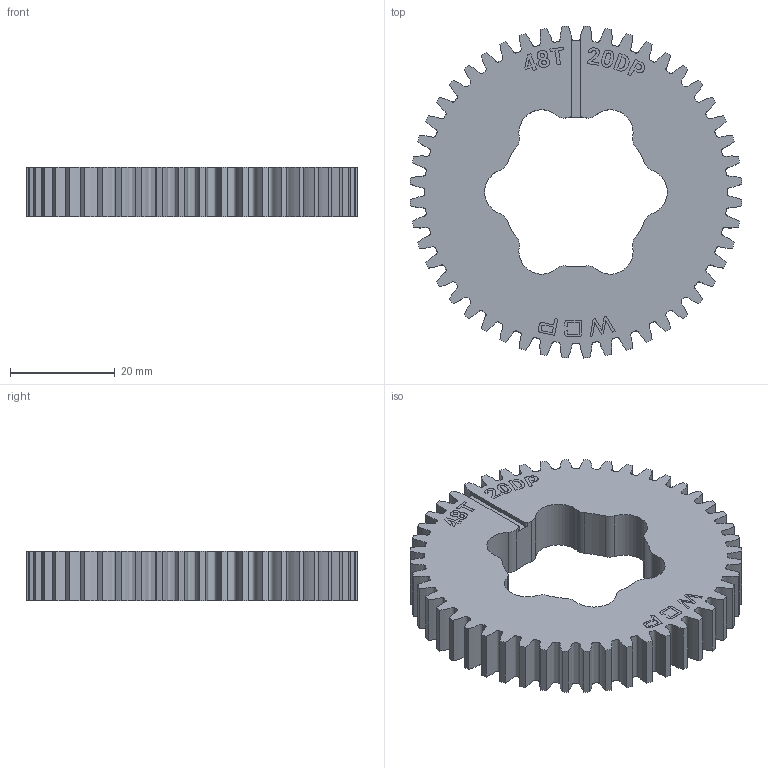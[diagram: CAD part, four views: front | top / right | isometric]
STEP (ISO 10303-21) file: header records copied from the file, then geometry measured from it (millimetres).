
FILE_DESCRIPTION (( 'STEP AP214' ), '1' );
FILE_NAME ('WCP-1198 Rev1.step', '2024-01-05T00:50:12', ( '' ), ( '' ), 'SwSTEP 2.0', 'SolidWorks 2022', '' );
FILE_SCHEMA (( 'AUTOMOTIVE_DESIGN' ));
Length unit declared in the file: inch
Products named in the file (1): WCP-1198 Rev1
Bounding box: 63.43 x 63.43 x 9.53 mm (x, y, z)
Volume: 21161.3 mm3; surface area: 9035.7 mm2
Topology: 1 solids, 1 shells, 277 faces, 777 edges, 518 vertices
Faces by surface type: plane 106, bspline 92, cylinder 79
Entity records: 25841 total; most frequent: CARTESIAN_POINT 19127, ORIENTED_EDGE 1554, DIRECTION 1123, EDGE_CURVE 777, VERTEX_POINT 518, LINE 431, VECTOR 431, AXIS2_PLACEMENT_3D 346
